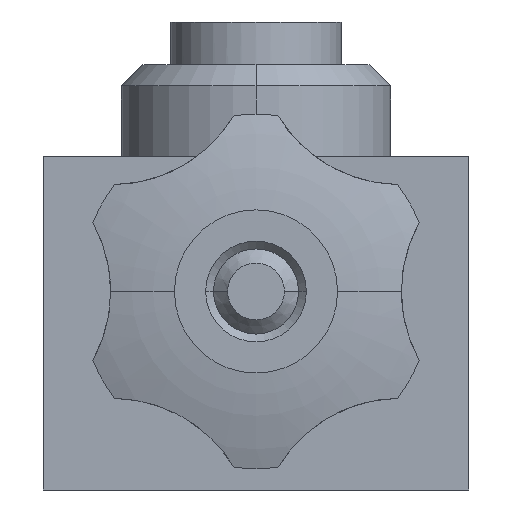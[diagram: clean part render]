
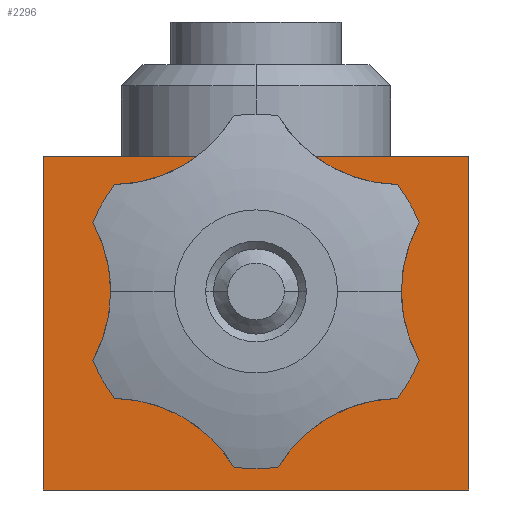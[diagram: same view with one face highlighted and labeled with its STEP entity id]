
A CAD part, left-side view. The second image highlights one B-rep face of the part: STEP entity #2296.
In plain terms, the highlighted planar face has unit normal (-1, 0, 0).
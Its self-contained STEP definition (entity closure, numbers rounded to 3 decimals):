
#183 = ORIENTED_EDGE ( 'NONE', *, *, #243, .F. ) ;
#229 = CARTESIAN_POINT ( 'NONE',  ( -40., 10., 28. ) ) ;
#243 = EDGE_CURVE ( 'NONE', #1418, #588, #255, .T. ) ;
#255 = LINE ( 'NONE', #2256, #1262 ) ;
#314 = EDGE_CURVE ( 'NONE', #2994, #3077, #3256, .T. ) ;
#442 = CARTESIAN_POINT ( 'NONE',  ( -40., 50., 47. ) ) ;
#588 = VERTEX_POINT ( 'NONE', #1976 ) ;
#624 = CARTESIAN_POINT ( 'NONE',  ( -40., 30., 28. ) ) ;
#649 = VECTOR ( 'NONE', #3602, 1000. ) ;
#653 = CIRCLE ( 'NONE', #3693, 10. ) ;
#728 = ORIENTED_EDGE ( 'NONE', *, *, #2693, .T. ) ;
#933 = CARTESIAN_POINT ( 'NONE',  ( -40., 50., 0. ) ) ;
#944 = CARTESIAN_POINT ( 'NONE',  ( -40., 20., 28. ) ) ;
#994 = DIRECTION ( 'NONE',  ( 1., 0., 0. ) ) ;
#1102 = ORIENTED_EDGE ( 'NONE', *, *, #2891, .F. ) ;
#1127 = CARTESIAN_POINT ( 'NONE',  ( -40., 50., 47. ) ) ;
#1227 = DIRECTION ( 'NONE',  ( -1., 0., 0. ) ) ;
#1262 = VECTOR ( 'NONE', #3405, 1000. ) ;
#1297 = LINE ( 'NONE', #2431, #2194 ) ;
#1315 = FACE_OUTER_BOUND ( 'NONE', #3532, .T. ) ;
#1363 = EDGE_CURVE ( 'NONE', #588, #3077, #1297, .T. ) ;
#1398 = ORIENTED_EDGE ( 'NONE', *, *, #1363, .F. ) ;
#1418 = VERTEX_POINT ( 'NONE', #1127 ) ;
#1610 = CARTESIAN_POINT ( 'NONE',  ( -40., 50., 47. ) ) ;
#1730 = VECTOR ( 'NONE', #2045, 1000. ) ;
#1734 = CARTESIAN_POINT ( 'NONE',  ( -40., 20., 28. ) ) ;
#1875 = CARTESIAN_POINT ( 'NONE',  ( -40., -10., 0. ) ) ;
#1919 = LINE ( 'NONE', #442, #649 ) ;
#1976 = CARTESIAN_POINT ( 'NONE',  ( -40., -10., 47. ) ) ;
#1993 = DIRECTION ( 'NONE',  ( -1., 0., 0. ) ) ;
#2018 = CIRCLE ( 'NONE', #3274, 10. ) ;
#2045 = DIRECTION ( 'NONE',  ( 0., -1., 0. ) ) ;
#2055 = VERTEX_POINT ( 'NONE', #624 ) ;
#2147 = EDGE_LOOP ( 'NONE', ( #1102, #2371 ) ) ;
#2194 = VECTOR ( 'NONE', #3559, 1000. ) ;
#2256 = CARTESIAN_POINT ( 'NONE',  ( -40., 50., 47. ) ) ;
#2296 = ADVANCED_FACE ( 'NONE', ( #1315, #2710 ), #3540, .F. ) ;
#2305 = DIRECTION ( 'NONE',  ( 0., 0., 1. ) ) ;
#2371 = ORIENTED_EDGE ( 'NONE', *, *, #3402, .F. ) ;
#2431 = CARTESIAN_POINT ( 'NONE',  ( -40., -10., 47. ) ) ;
#2693 = EDGE_CURVE ( 'NONE', #1418, #2994, #1919, .T. ) ;
#2710 = FACE_BOUND ( 'NONE', #2147, .T. ) ;
#2891 = EDGE_CURVE ( 'NONE', #3253, #2055, #2018, .T. ) ;
#2951 = ORIENTED_EDGE ( 'NONE', *, *, #314, .T. ) ;
#2994 = VERTEX_POINT ( 'NONE', #933 ) ;
#3025 = AXIS2_PLACEMENT_3D ( 'NONE', #1610, #994, #3592 ) ;
#3077 = VERTEX_POINT ( 'NONE', #1875 ) ;
#3247 = DIRECTION ( 'NONE',  ( 0., 0., 1. ) ) ;
#3253 = VERTEX_POINT ( 'NONE', #229 ) ;
#3256 = LINE ( 'NONE', #3516, #1730 ) ;
#3274 = AXIS2_PLACEMENT_3D ( 'NONE', #1734, #1993, #2305 ) ;
#3402 = EDGE_CURVE ( 'NONE', #2055, #3253, #653, .T. ) ;
#3405 = DIRECTION ( 'NONE',  ( 0., -1., 0. ) ) ;
#3516 = CARTESIAN_POINT ( 'NONE',  ( -40., 50., 0. ) ) ;
#3532 = EDGE_LOOP ( 'NONE', ( #2951, #1398, #183, #728 ) ) ;
#3540 = PLANE ( 'NONE',  #3025 ) ;
#3559 = DIRECTION ( 'NONE',  ( 0., 0., -1. ) ) ;
#3592 = DIRECTION ( 'NONE',  ( 0., 0., 1. ) ) ;
#3602 = DIRECTION ( 'NONE',  ( 0., 0., -1. ) ) ;
#3693 = AXIS2_PLACEMENT_3D ( 'NONE', #944, #1227, #3247 ) ;
